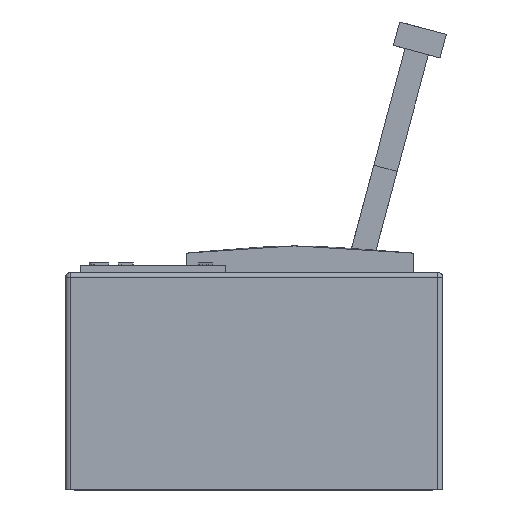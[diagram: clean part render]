
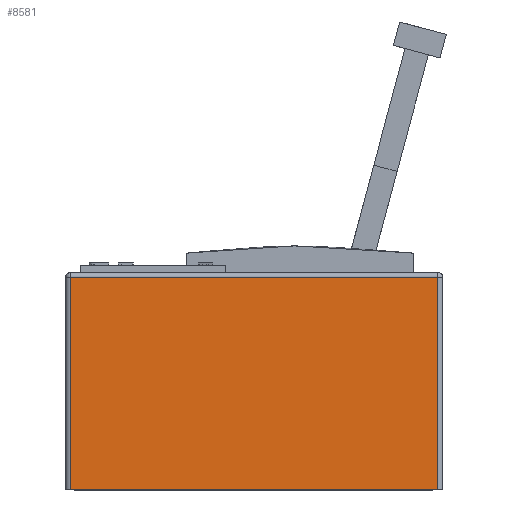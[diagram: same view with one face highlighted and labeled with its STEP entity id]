
A CAD part, front view. The second image highlights one B-rep face of the part: STEP entity #8581.
In plain terms, the highlighted planar face has unit normal (0, -1, 0).
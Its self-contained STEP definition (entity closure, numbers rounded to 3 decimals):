
#907=FACE_OUTER_BOUND('',#1447,.T.);
#1447=EDGE_LOOP('',(#6532,#6533,#6534,#6535));
#2151=LINE('',#12406,#3031);
#2163=LINE('',#12457,#3043);
#2164=LINE('',#12460,#3044);
#2165=LINE('',#12463,#3045);
#3031=VECTOR('',#10377,10.);
#3043=VECTOR('',#10439,10.);
#3044=VECTOR('',#10442,10.);
#3045=VECTOR('',#10447,10.);
#3853=VERTEX_POINT('',#12403);
#3854=VERTEX_POINT('',#12405);
#3868=VERTEX_POINT('',#12455);
#3869=VERTEX_POINT('',#12459);
#4821=EDGE_CURVE('',#3853,#3854,#2151,.T.);
#4847=EDGE_CURVE('',#3868,#3853,#2163,.T.);
#4848=EDGE_CURVE('',#3854,#3869,#2164,.T.);
#4850=EDGE_CURVE('',#3869,#3868,#2165,.T.);
#6532=ORIENTED_EDGE('',*,*,#4821,.F.);
#6533=ORIENTED_EDGE('',*,*,#4847,.F.);
#6534=ORIENTED_EDGE('',*,*,#4850,.F.);
#6535=ORIENTED_EDGE('',*,*,#4848,.F.);
#8231=PLANE('',#9252);
#8581=ADVANCED_FACE('',(#907),#8231,.T.);
#9252=AXIS2_PLACEMENT_3D('',#12462,#10445,#10446);
#10377=DIRECTION('',(1.,0.,0.));
#10439=DIRECTION('',(0.,0.,1.));
#10442=DIRECTION('',(0.,0.,-1.));
#10445=DIRECTION('center_axis',(0.,-1.,0.));
#10446=DIRECTION('ref_axis',(1.,0.,0.));
#10447=DIRECTION('',(-1.,0.,0.));
#12403=CARTESIAN_POINT('',(-0.807,-102.042,44.));
#12405=CARTESIAN_POINT('',(75.193,-102.042,44.));
#12406=CARTESIAN_POINT('',(20.244,-102.042,44.));
#12455=CARTESIAN_POINT('',(-0.807,-102.042,0.));
#12457=CARTESIAN_POINT('',(-0.807,-102.042,0.));
#12459=CARTESIAN_POINT('',(75.193,-102.042,0.));
#12460=CARTESIAN_POINT('',(75.193,-102.042,0.));
#12462=CARTESIAN_POINT('Origin',(-1.807,-102.042,0.));
#12463=CARTESIAN_POINT('',(76.193,-102.042,0.));
